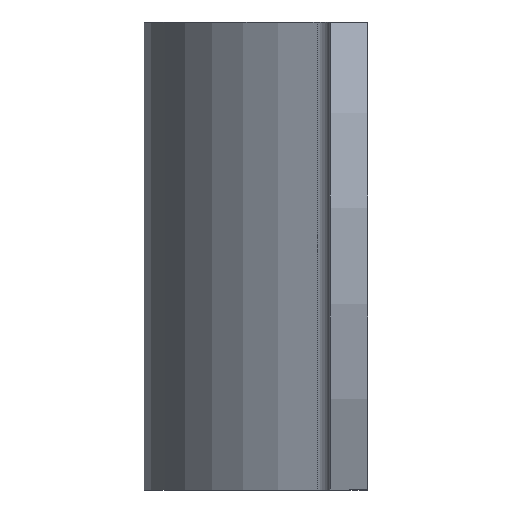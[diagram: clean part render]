
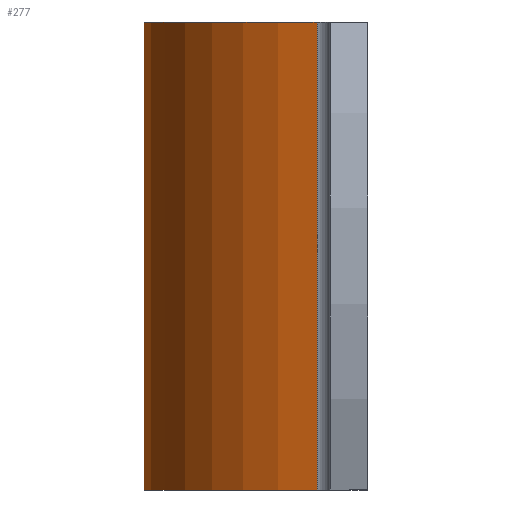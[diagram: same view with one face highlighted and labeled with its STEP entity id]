
A CAD part, left-side view. The second image highlights one B-rep face of the part: STEP entity #277.
In plain terms, the highlighted cylindrical face has radius 13 mm (diameter 26 mm), a partial arc.
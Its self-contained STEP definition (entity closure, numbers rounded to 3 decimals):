
#37 = VECTOR ( 'NONE', #432, 1000. ) ;
#51 = ORIENTED_EDGE ( 'NONE', *, *, #93, .T. ) ;
#59 = CARTESIAN_POINT ( 'NONE',  ( 0., -1., 12.5 ) ) ;
#73 = VERTEX_POINT ( 'NONE', #284 ) ;
#74 = CARTESIAN_POINT ( 'NONE',  ( 12.458, 2.714, -12.5 ) ) ;
#93 = EDGE_CURVE ( 'NONE', #264, #179, #538, .T. ) ;
#110 = DIRECTION ( 'NONE',  ( 0., 0., 1. ) ) ;
#137 = CARTESIAN_POINT ( 'NONE',  ( 0., -1., 12.5 ) ) ;
#140 = ORIENTED_EDGE ( 'NONE', *, *, #144, .T. ) ;
#144 = EDGE_CURVE ( 'NONE', #73, #264, #202, .T. ) ;
#160 = LINE ( 'NONE', #409, #598 ) ;
#179 = VERTEX_POINT ( 'NONE', #337 ) ;
#202 = LINE ( 'NONE', #380, #37 ) ;
#204 = VERTEX_POINT ( 'NONE', #293 ) ;
#226 = DIRECTION ( 'NONE',  ( 0., 0., 1. ) ) ;
#264 = VERTEX_POINT ( 'NONE', #74 ) ;
#277 = ADVANCED_FACE ( 'NONE', ( #566 ), #308, .T. ) ;
#284 = CARTESIAN_POINT ( 'NONE',  ( 12.458, 2.714, 12.5 ) ) ;
#292 = ORIENTED_EDGE ( 'NONE', *, *, #499, .T. ) ;
#293 = CARTESIAN_POINT ( 'NONE',  ( -12.458, 2.714, 12.5 ) ) ;
#308 = CYLINDRICAL_SURFACE ( 'NONE', #360, 13. ) ;
#319 = ORIENTED_EDGE ( 'NONE', *, *, #591, .F. ) ;
#328 = AXIS2_PLACEMENT_3D ( 'NONE', #59, #110, #624 ) ;
#332 = CIRCLE ( 'NONE', #328, 13. ) ;
#337 = CARTESIAN_POINT ( 'NONE',  ( -12.458, 2.714, -12.5 ) ) ;
#360 = AXIS2_PLACEMENT_3D ( 'NONE', #137, #392, #596 ) ;
#380 = CARTESIAN_POINT ( 'NONE',  ( 12.458, 2.714, 12.5 ) ) ;
#392 = DIRECTION ( 'NONE',  ( 0., 0., -1. ) ) ;
#396 = AXIS2_PLACEMENT_3D ( 'NONE', #536, #226, #495 ) ;
#409 = CARTESIAN_POINT ( 'NONE',  ( -12.458, 2.714, 12.5 ) ) ;
#420 = DIRECTION ( 'NONE',  ( 0., 0., 1. ) ) ;
#432 = DIRECTION ( 'NONE',  ( 0., 0., -1. ) ) ;
#495 = DIRECTION ( 'NONE',  ( 1., 0., 0. ) ) ;
#499 = EDGE_CURVE ( 'NONE', #179, #204, #160, .T. ) ;
#536 = CARTESIAN_POINT ( 'NONE',  ( 0., -1., -12.5 ) ) ;
#538 = CIRCLE ( 'NONE', #396, 13. ) ;
#559 = EDGE_LOOP ( 'NONE', ( #51, #292, #319, #140 ) ) ;
#566 = FACE_OUTER_BOUND ( 'NONE', #559, .T. ) ;
#591 = EDGE_CURVE ( 'NONE', #73, #204, #332, .T. ) ;
#596 = DIRECTION ( 'NONE',  ( -1., 0., 0. ) ) ;
#598 = VECTOR ( 'NONE', #420, 1000. ) ;
#624 = DIRECTION ( 'NONE',  ( 1., 0., 0. ) ) ;
